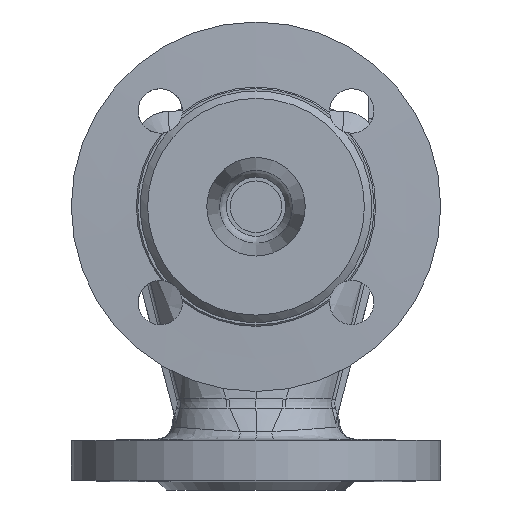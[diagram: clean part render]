
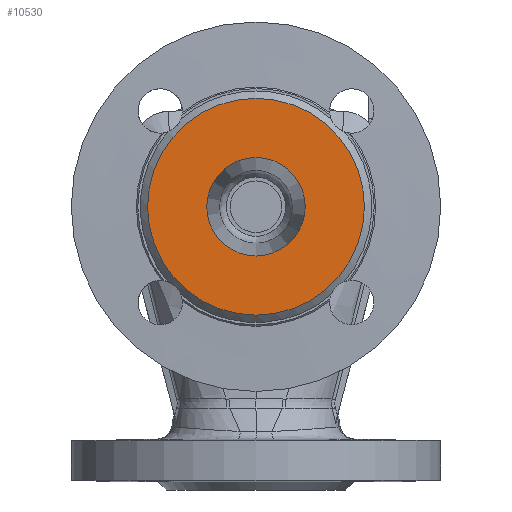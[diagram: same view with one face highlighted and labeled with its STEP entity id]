
A CAD part, front view. The second image highlights one B-rep face of the part: STEP entity #10530.
In plain terms, the highlighted planar face has unit normal (0, -1, 0).
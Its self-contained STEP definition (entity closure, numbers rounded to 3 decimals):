
#409=FACE_BOUND('',#2514,.T.);
#1828=FACE_OUTER_BOUND('',#2513,.T.);
#2513=EDGE_LOOP('',(#8045));
#2514=EDGE_LOOP('',(#8046));
#3795=CIRCLE('',#11378,44.);
#3796=CIRCLE('',#11380,20.);
#4570=VERTEX_POINT('',#37125);
#4571=VERTEX_POINT('',#37149);
#5828=EDGE_CURVE('',#4570,#4570,#3795,.T.);
#5831=EDGE_CURVE('',#4571,#4571,#3796,.T.);
#8045=ORIENTED_EDGE('',*,*,#5828,.F.);
#8046=ORIENTED_EDGE('',*,*,#5831,.F.);
#10145=PLANE('',#11379);
#10530=ADVANCED_FACE('',(#1828,#409),#10145,.T.);
#11378=AXIS2_PLACEMENT_3D('',#37127,#12852,#12853);
#11379=AXIS2_PLACEMENT_3D('',#37148,#12854,#12855);
#11380=AXIS2_PLACEMENT_3D('',#37150,#12856,#12857);
#12852=DIRECTION('center_axis',(0.,1.,0.));
#12853=DIRECTION('ref_axis',(0.,0.,-1.));
#12854=DIRECTION('center_axis',(0.,-1.,0.));
#12855=DIRECTION('ref_axis',(0.,0.,1.));
#12856=DIRECTION('center_axis',(0.,-1.,0.));
#12857=DIRECTION('ref_axis',(0.,0.,-1.));
#37125=CARTESIAN_POINT('',(0.,-115.,44.));
#37127=CARTESIAN_POINT('Origin',(0.,-115.,0.));
#37148=CARTESIAN_POINT('Origin',(0.,-115.,0.));
#37149=CARTESIAN_POINT('',(0.,-115.,-20.));
#37150=CARTESIAN_POINT('Origin',(0.,-115.,0.));
